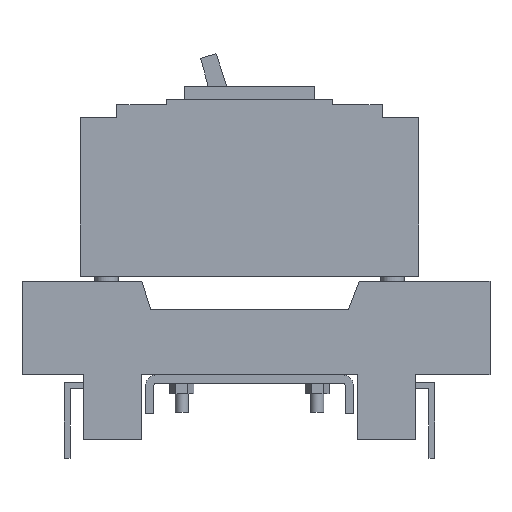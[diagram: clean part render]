
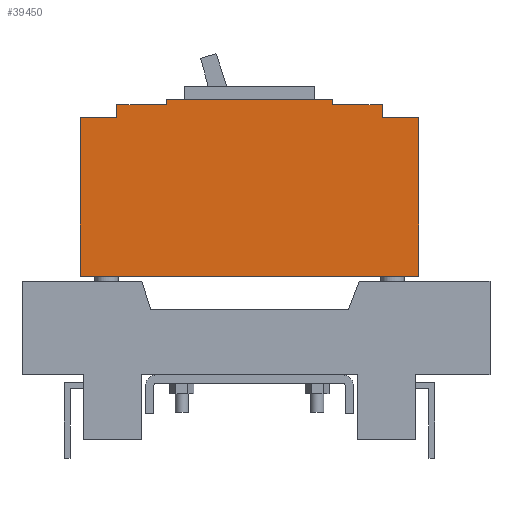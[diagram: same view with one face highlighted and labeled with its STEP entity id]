
A CAD part, left-side view. The second image highlights one B-rep face of the part: STEP entity #39450.
In plain terms, the highlighted planar face has unit normal (-1, 0, 0).
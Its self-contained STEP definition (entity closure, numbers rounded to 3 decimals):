
#34730=CARTESIAN_POINT('',(30.8,382.,-7.));
#34740=VERTEX_POINT('',#34730);
#34790=CARTESIAN_POINT('',(30.8,0.,-7.));
#34800=DIRECTION('',(0.,-1.,0.));
#34810=VECTOR('',#34800,1.);
#34820=LINE('',#34790,#34810);
#34830=CARTESIAN_POINT('',(30.8,401.,-7.));
#34840=VERTEX_POINT('',#34830);
#34850=EDGE_CURVE('',#34840,#34740,#34820,.T.);
#35470=CARTESIAN_POINT('',(30.8,318.,-7.));
#35480=VERTEX_POINT('',#35470);
#35910=CARTESIAN_POINT('',(30.8,299.,-7.));
#35920=VERTEX_POINT('',#35910);
#35950=CARTESIAN_POINT('',(30.8,0.,-7.));
#35960=DIRECTION('',(0.,-1.,0.));
#35970=VECTOR('',#35960,1.);
#35980=LINE('',#35950,#35970);
#35990=EDGE_CURVE('',#35480,#35920,#35980,.T.);
#36950=CARTESIAN_POINT('',(30.8,285.,-12.));
#36960=VERTEX_POINT('',#36950);
#37110=CARTESIAN_POINT('',(30.8,285.,-73.));
#37120=VERTEX_POINT('',#37110);
#37150=CARTESIAN_POINT('',(30.8,285.,0.));
#37160=DIRECTION('',(0.,0.,-1.));
#37170=VECTOR('',#37160,1.);
#37180=LINE('',#37150,#37170);
#37190=EDGE_CURVE('',#36960,#37120,#37180,.T.);
#37350=CARTESIAN_POINT('',(30.8,415.,-73.));
#37360=VERTEX_POINT('',#37350);
#37510=CARTESIAN_POINT('',(30.8,415.,-12.));
#37520=VERTEX_POINT('',#37510);
#37550=CARTESIAN_POINT('',(30.8,415.,0.));
#37560=DIRECTION('',(0.,0.,1.));
#37570=VECTOR('',#37560,1.);
#37580=LINE('',#37550,#37570);
#37590=EDGE_CURVE('',#37360,#37520,#37580,.T.);
#37750=CARTESIAN_POINT('',(30.8,299.,-12.));
#37760=VERTEX_POINT('',#37750);
#38120=CARTESIAN_POINT('',(30.8,0.,-12.));
#38130=DIRECTION('',(0.,-1.,0.));
#38140=VECTOR('',#38130,1.);
#38150=LINE('',#38120,#38140);
#38160=EDGE_CURVE('',#37760,#36960,#38150,.T.);
#38670=CARTESIAN_POINT('',(30.8,318.,0.));
#38680=DIRECTION('',(0.,0.,-1.));
#38690=VECTOR('',#38680,1.);
#38700=LINE('',#38670,#38690);
#38710=CARTESIAN_POINT('',(30.8,318.,-5.));
#38720=VERTEX_POINT('',#38710);
#38730=EDGE_CURVE('',#38720,#35480,#38700,.T.);
#38920=CARTESIAN_POINT('',(30.8,452.811,-81.554));
#38930=DIRECTION('',(1.,0.,0.));
#38940=DIRECTION('',(0.,-1.,0.));
#38950=AXIS2_PLACEMENT_3D('',#38920,#38930,#38940);
#38960=PLANE('',#38950);
#38970=ORIENTED_EDGE('',*,*,#34850,.F.);
#38980=CARTESIAN_POINT('',(30.8,382.,0.));
#38990=DIRECTION('',(0.,0.,1.));
#39000=VECTOR('',#38990,1.);
#39010=LINE('',#38980,#39000);
#39020=CARTESIAN_POINT('',(30.8,382.,-5.));
#39030=VERTEX_POINT('',#39020);
#39040=EDGE_CURVE('',#34740,#39030,#39010,.T.);
#39050=ORIENTED_EDGE('',*,*,#39040,.F.);
#39060=CARTESIAN_POINT('',(30.8,0.,-5.));
#39070=DIRECTION('',(0.,-1.,0.));
#39080=VECTOR('',#39070,1.);
#39090=LINE('',#39060,#39080);
#39100=EDGE_CURVE('',#39030,#38720,#39090,.T.);
#39110=ORIENTED_EDGE('',*,*,#39100,.F.);
#39120=ORIENTED_EDGE('',*,*,#38730,.F.);
#39130=ORIENTED_EDGE('',*,*,#35990,.F.);
#39140=CARTESIAN_POINT('',(30.8,299.,0.));
#39150=DIRECTION('',(0.,0.,-1.));
#39160=VECTOR('',#39150,1.);
#39170=LINE('',#39140,#39160);
#39180=EDGE_CURVE('',#35920,#37760,#39170,.T.);
#39190=ORIENTED_EDGE('',*,*,#39180,.F.);
#39200=ORIENTED_EDGE('',*,*,#38160,.F.);
#39210=ORIENTED_EDGE('',*,*,#37190,.F.);
#39220=CARTESIAN_POINT('',(30.8,0.,-73.));
#39230=DIRECTION('',(0.,1.,0.));
#39240=VECTOR('',#39230,1.);
#39250=LINE('',#39220,#39240);
#39260=EDGE_CURVE('',#37120,#37360,#39250,.T.);
#39270=ORIENTED_EDGE('',*,*,#39260,.F.);
#39280=ORIENTED_EDGE('',*,*,#37590,.F.);
#39290=CARTESIAN_POINT('',(30.8,0.,-12.));
#39300=DIRECTION('',(0.,-1.,0.));
#39310=VECTOR('',#39300,1.);
#39320=LINE('',#39290,#39310);
#39330=CARTESIAN_POINT('',(30.8,401.,-12.));
#39340=VERTEX_POINT('',#39330);
#39350=EDGE_CURVE('',#37520,#39340,#39320,.T.);
#39360=ORIENTED_EDGE('',*,*,#39350,.F.);
#39370=CARTESIAN_POINT('',(30.8,401.,0.));
#39380=DIRECTION('',(0.,0.,1.));
#39390=VECTOR('',#39380,1.);
#39400=LINE('',#39370,#39390);
#39410=EDGE_CURVE('',#39340,#34840,#39400,.T.);
#39420=ORIENTED_EDGE('',*,*,#39410,.F.);
#39430=EDGE_LOOP('',(#39420,#39360,#39280,#39270,#39210,#39200,#39190,
#39130,#39120,#39110,#39050,#38970));
#39440=FACE_OUTER_BOUND('',#39430,.T.);
#39450=ADVANCED_FACE('',(#39440),#38960,.F.);
